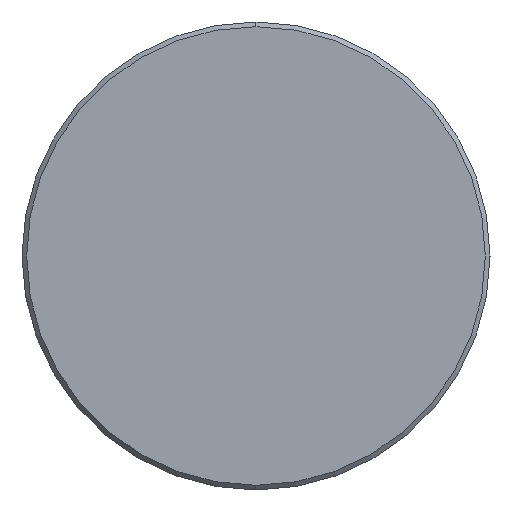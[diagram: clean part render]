
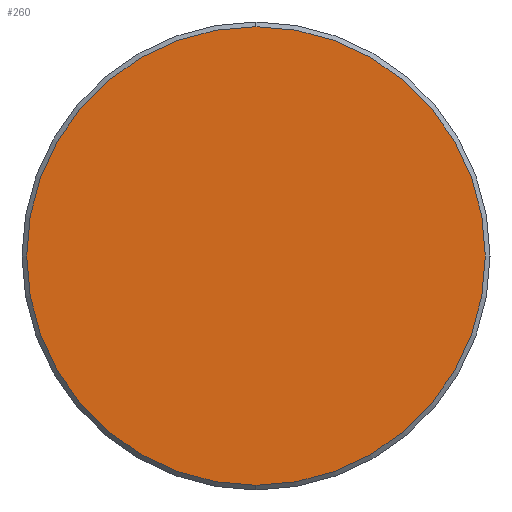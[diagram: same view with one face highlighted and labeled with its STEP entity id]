
A CAD part, left-side view. The second image highlights one B-rep face of the part: STEP entity #260.
In plain terms, the highlighted planar face has unit normal (-1, 0, 0).
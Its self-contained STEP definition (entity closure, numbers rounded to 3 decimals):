
#15 = CARTESIAN_POINT ( 'NONE',  ( 0., 0., -14.7 ) ) ;
#20 = CIRCLE ( 'NONE', #315, 14.7 ) ;
#28 = VERTEX_POINT ( 'NONE', #15 ) ;
#49 = AXIS2_PLACEMENT_3D ( 'NONE', #445, #408, #175 ) ;
#175 = DIRECTION ( 'NONE',  ( 0., 0., 1. ) ) ;
#185 = EDGE_CURVE ( 'NONE', #222, #28, #313, .T. ) ;
#189 = CARTESIAN_POINT ( 'NONE',  ( 0., 0., 0. ) ) ;
#215 = CARTESIAN_POINT ( 'NONE',  ( 0., 0., 0. ) ) ;
#217 = FACE_OUTER_BOUND ( 'NONE', #444, .T. ) ;
#222 = VERTEX_POINT ( 'NONE', #370 ) ;
#260 = ADVANCED_FACE ( 'NONE', ( #217 ), #385, .F. ) ;
#307 = AXIS2_PLACEMENT_3D ( 'NONE', #189, #419, #346 ) ;
#313 = CIRCLE ( 'NONE', #49, 14.7 ) ;
#315 = AXIS2_PLACEMENT_3D ( 'NONE', #215, #337, #375 ) ;
#337 = DIRECTION ( 'NONE',  ( -1., 0., 0. ) ) ;
#346 = DIRECTION ( 'NONE',  ( 0., 0., -1. ) ) ;
#370 = CARTESIAN_POINT ( 'NONE',  ( 0., 0., 14.7 ) ) ;
#375 = DIRECTION ( 'NONE',  ( 0., 0., 1. ) ) ;
#385 = PLANE ( 'NONE',  #307 ) ;
#387 = ORIENTED_EDGE ( 'NONE', *, *, #427, .T. ) ;
#408 = DIRECTION ( 'NONE',  ( -1., 0., 0. ) ) ;
#416 = ORIENTED_EDGE ( 'NONE', *, *, #185, .T. ) ;
#419 = DIRECTION ( 'NONE',  ( 1., 0., 0. ) ) ;
#427 = EDGE_CURVE ( 'NONE', #28, #222, #20, .T. ) ;
#444 = EDGE_LOOP ( 'NONE', ( #387, #416 ) ) ;
#445 = CARTESIAN_POINT ( 'NONE',  ( 0., 0., 0. ) ) ;
